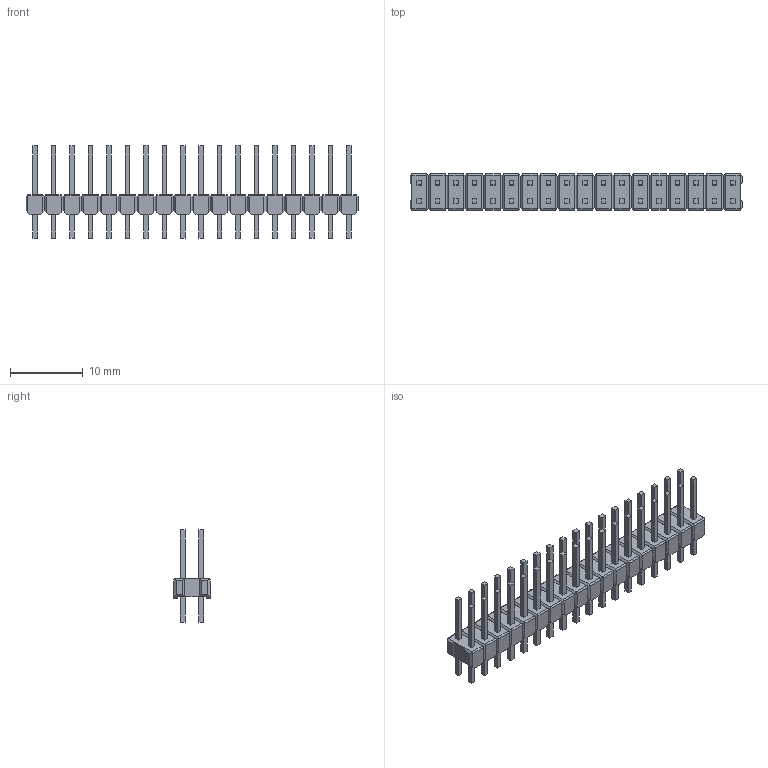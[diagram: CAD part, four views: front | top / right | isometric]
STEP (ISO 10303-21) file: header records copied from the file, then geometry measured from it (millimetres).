
FILE_DESCRIPTION((''),'2;1');
FILE_NAME('C-1-826632-8','2017-03-30T',('workeradm'),('Tyco Electronics Ltd.'),'CREO PARAMETRIC BY PTC INC, 2016050','CREO PARAMETRIC BY PTC INC, 2016050','');
FILE_SCHEMA(('AUTOMOTIVE_DESIGN { 1 0 10303 214 1 1 1 1 }'));
Length unit declared in the file: millimetre
Products named in the file (1): C-1-826632-8
Bounding box: 45.72 x 5 x 12.7 mm (x, y, z)
Volume: 706.9 mm3; surface area: 1709.6 mm2
Topology: 1 solids, 1 shells, 698 faces, 1796 edges, 1172 vertices
Faces by surface type: plane 662, cylinder 36
Entity records: 20972 total; most frequent: CARTESIAN_POINT 4100, ORIENTED_EDGE 3592, DIRECTION 3048, EDGE_CURVE 1796, VECTOR 1652, LINE 1652, VERTEX_POINT 1172, EDGE_LOOP 770
